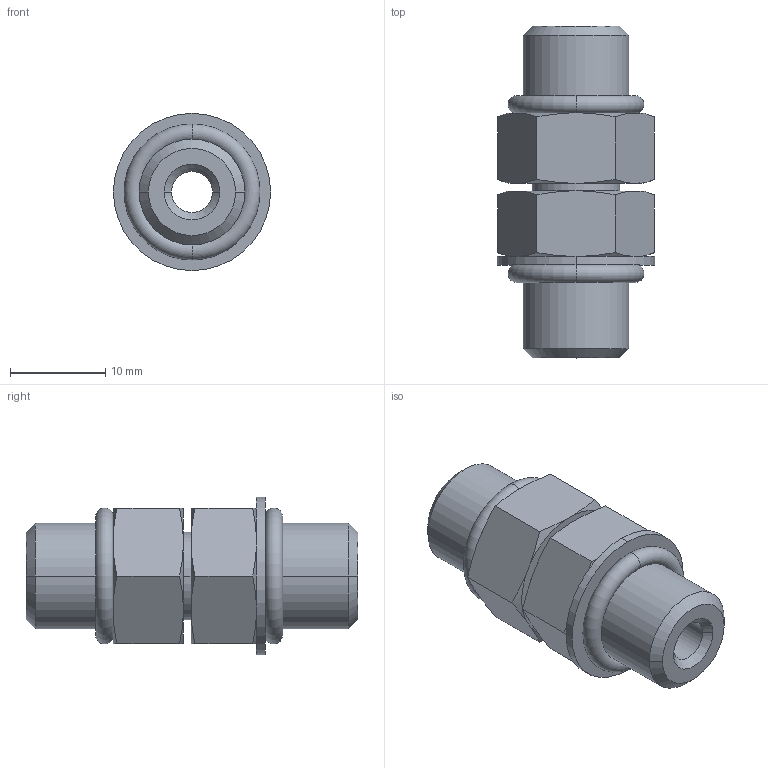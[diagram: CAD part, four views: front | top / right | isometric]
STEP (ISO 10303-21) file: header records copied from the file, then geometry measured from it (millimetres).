
FILE_DESCRIPTION((''),'2;1');
FILE_NAME('ILC30001144','2005-08-18T',('KR'),(''),'PRO/ENGINEER BY PARAMETRIC TECHNOLOGY CORPORATION, 2004290','PRO/ENGINEER BY PARAMETRIC TECHNOLOGY CORPORATION, 2004290','');
FILE_SCHEMA(('AUTOMOTIVE_DESIGN_CC2 { 1 2 10303 214 -1 1 5 2 }'));
Length unit declared in the file: inch
Products named in the file (1): ILC30001144
Bounding box: 16.51 x 34.86 x 16.51 mm (x, y, z)
Volume: 4219.8 mm3; surface area: 2631.2 mm2
Topology: 1 solids, 3 shells, 75 faces, 190 edges, 124 vertices
Faces by surface type: cone 32, plane 21, cylinder 14, torus 8
Entity records: 3138 total; most frequent: CARTESIAN_POINT 581, ORIENTED_EDGE 380, DIRECTION 376, PRESENTATION_STYLE_ASSIGNMENT 195, STYLED_ITEM 191, CURVE_STYLE 190, EDGE_CURVE 190, AXIS2_PLACEMENT_3D 159
